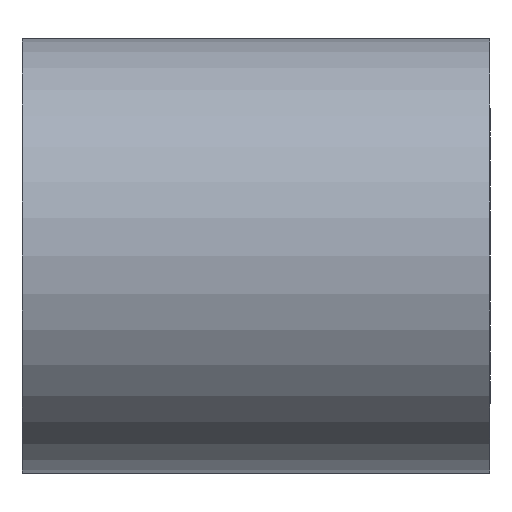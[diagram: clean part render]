
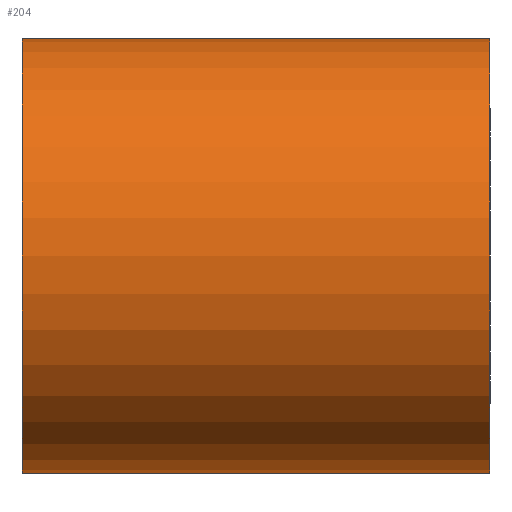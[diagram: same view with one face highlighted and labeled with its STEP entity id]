
A CAD part, left-side view. The second image highlights one B-rep face of the part: STEP entity #204.
In plain terms, the highlighted cylindrical face has radius 13 mm (diameter 26 mm), a partial arc.
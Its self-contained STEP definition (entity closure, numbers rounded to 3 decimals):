
#139=CYLINDRICAL_SURFACE('',#1650,13.);
#204=ADVANCED_FACE('',(#302),#139,.T.);
#302=FACE_OUTER_BOUND('',#382,.T.);
#382=EDGE_LOOP('',(#832,#833,#834,#835));
#529=LINE('',#2490,#629);
#536=LINE('',#2507,#636);
#629=VECTOR('',#1976,1.);
#636=VECTOR('',#1993,1.);
#832=ORIENTED_EDGE('',*,*,#1369,.T.);
#833=ORIENTED_EDGE('',*,*,#1354,.F.);
#834=ORIENTED_EDGE('',*,*,#1370,.F.);
#835=ORIENTED_EDGE('',*,*,#1363,.T.);
#1201=VERTEX_POINT('',#2489);
#1202=VERTEX_POINT('',#2491);
#1206=VERTEX_POINT('',#2506);
#1207=VERTEX_POINT('',#2508);
#1354=EDGE_CURVE('',#1201,#1202,#529,.T.);
#1363=EDGE_CURVE('',#1207,#1206,#536,.T.);
#1369=EDGE_CURVE('',#1206,#1202,#1511,.T.);
#1370=EDGE_CURVE('',#1207,#1201,#1512,.T.);
#1511=CIRCLE('',#1648,13.);
#1512=CIRCLE('',#1649,13.);
#1648=AXIS2_PLACEMENT_3D('',#2517,#2009,#2010);
#1649=AXIS2_PLACEMENT_3D('',#2518,#2011,#2012);
#1650=AXIS2_PLACEMENT_3D('',#2519,#2013,#2014);
#1976=DIRECTION('',(0.,-1.,0.));
#1993=DIRECTION('',(0.,-1.,0.));
#2009=DIRECTION('',(0.,1.,0.));
#2010=DIRECTION('',(0.,0.,1.));
#2011=DIRECTION('',(0.,1.,0.));
#2012=DIRECTION('',(0.,0.,1.));
#2013=DIRECTION('',(0.,-1.,0.));
#2014=DIRECTION('',(0.,0.,1.));
#2489=CARTESIAN_POINT('',(0.,28.,13.));
#2490=CARTESIAN_POINT('',(0.,28.,13.));
#2491=CARTESIAN_POINT('',(0.,0.,13.));
#2506=CARTESIAN_POINT('',(0.,0.,-13.));
#2507=CARTESIAN_POINT('',(0.,28.,-13.));
#2508=CARTESIAN_POINT('',(0.,28.,-13.));
#2517=CARTESIAN_POINT('',(0.,0.,0.));
#2518=CARTESIAN_POINT('',(0.,28.,0.));
#2519=CARTESIAN_POINT('',(0.,28.,0.));
